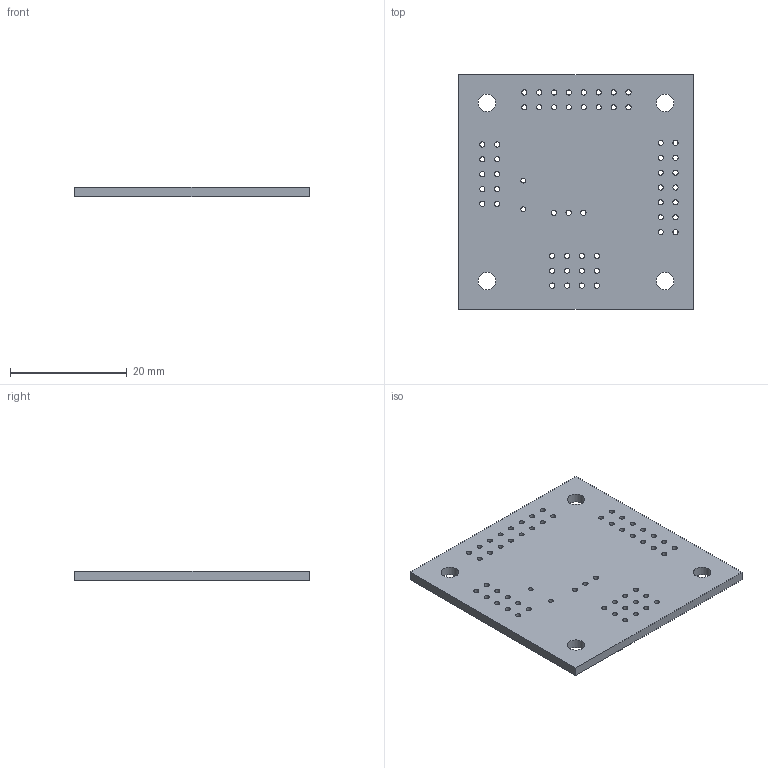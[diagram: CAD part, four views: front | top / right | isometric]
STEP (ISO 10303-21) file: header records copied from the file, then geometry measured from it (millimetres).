
FILE_DESCRIPTION(('KiCad electronic assembly'),'2;1');
FILE_NAME('BRIDGEADC01.step','2023-07-21T00:52:36',('Pcbnew'),('Kicad'), 'Open CASCADE STEP processor 7.5','KiCad to STEP converter','Unknown' );
FILE_SCHEMA(('AUTOMOTIVE_DESIGN { 1 0 10303 214 1 1 1 1 }'));
Length unit declared in the file: millimetre
Products named in the file (2): BRIDGEADC01 1; BRIDGEADC01 PCB
Assembly tree (1 placements, depth 2):
  BRIDGEADC01 1
    BRIDGEADC01 PCB
Bounding box: 40.13 x 40.13 x 1.58 mm (x, y, z)
Volume: 2444.5 mm3; surface area: 3658.2 mm2
Topology: 1 solids, 1 shells, 67 faces, 195 edges, 130 vertices
Faces by surface type: cylinder 61, plane 6
Full cylindrical faces by diameter (mm): 0.8 x2, 0.889 x55, 3 x4
Entity records: 5483 total; most frequent: CARTESIAN_POINT 1516, DIRECTION 723, ORIENTED_EDGE 390, PCURVE 390, DEFINITIONAL_REPRESENTATION 390, LINE 341, VECTOR 341, EDGE_CURVE 195
